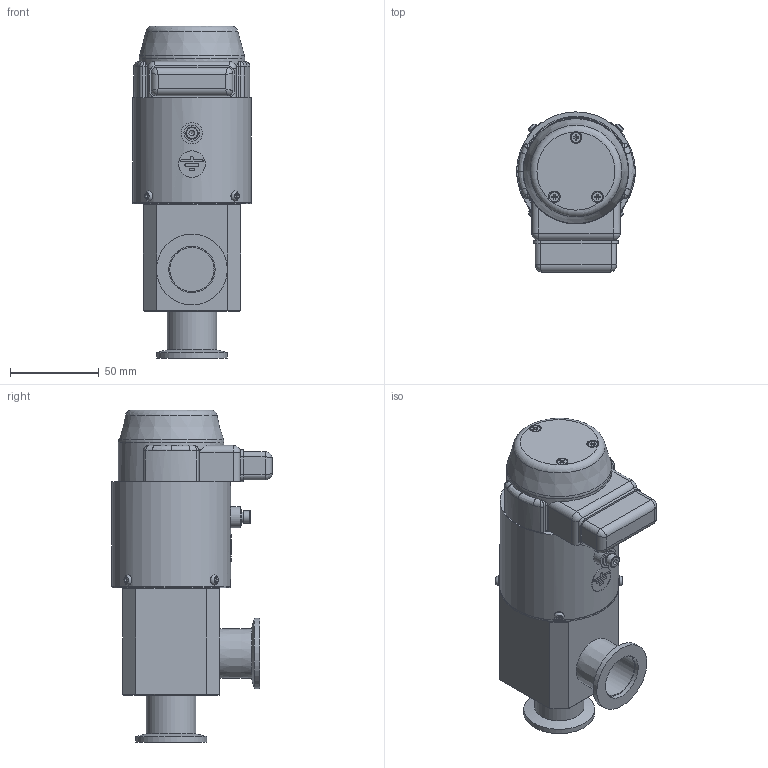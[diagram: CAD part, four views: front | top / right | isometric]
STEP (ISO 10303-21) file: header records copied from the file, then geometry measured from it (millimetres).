
FILE_DESCRIPTION(('STEP AP203'), '1');
FILE_NAME('ÊÂÌ 25 ïîòðåá', '', ('UNSPECIFIED'), ('UNSPECIFIED'), 'C3D Converter', 'C3D Toolkit', '');
FILE_SCHEMA(('CONFIG_CONTROL_DESIGN'));
Length unit declared in the file: millimetre
Bounding box: 67.08 x 90.5 x 187.5 mm (x, y, z)
Surface area: 58172.8 mm2 (no closed solid volume)
Topology: 0 solids, 26 shells, 266 faces, 772 edges, 523 vertices
Faces by surface type: plane 167, cylinder 56, cone 15, torus 11, bspline 11, sphere 6
Full cylindrical faces by diameter (mm): 3 x1, 4 x1, 5.5 x3, 7 x1, 9 x2, 12 x1, 15 x1, 25 x2, 26.2 x2, 28 x1, 40 x2, 59.574 x1, 67 x2
Entity records: 14863 total; most frequent: CARTESIAN_POINT 5954, DIRECTION 1323, ORIENTED_EDGE 1208, EDGE_CURVE 713, VERTEX_POINT 517, AXIS2_PLACEMENT_3D 446, LINE 431, VECTOR 431
